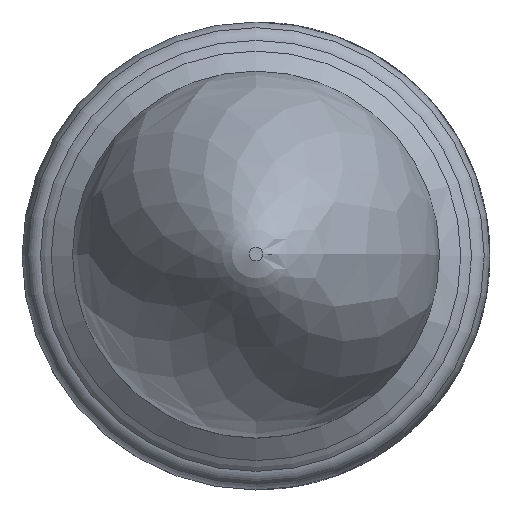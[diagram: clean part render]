
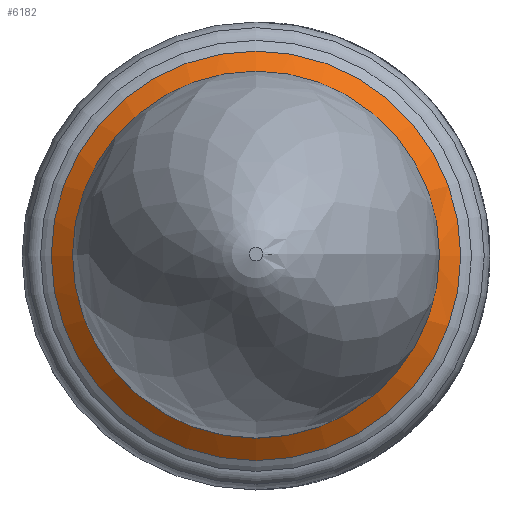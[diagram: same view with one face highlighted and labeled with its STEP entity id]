
A CAD part, top view. The second image highlights one B-rep face of the part: STEP entity #6182.
In plain terms, the highlighted free-form (B-spline) face has degree [3, 3] with [4, 19] control points.
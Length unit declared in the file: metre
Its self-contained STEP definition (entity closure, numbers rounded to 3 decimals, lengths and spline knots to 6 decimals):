
#1261=B_SPLINE_SURFACE_WITH_KNOTS('',3,3,((#8254,#8255,#8256,#8257,#8258,
#8259,#8260,#8261,#8262,#8263,#8264,#8265,#8266,#8267,#8268,#8269,#8270,
#8271,#8272),(#8273,#8274,#8275,#8276,#8277,#8278,#8279,#8280,#8281,#8282,
#8283,#8284,#8285,#8286,#8287,#8288,#8289,#8290,#8291),(#8292,#8293,#8294,
#8295,#8296,#8297,#8298,#8299,#8300,#8301,#8302,#8303,#8304,#8305,#8306,
#8307,#8308,#8309,#8310),(#8311,#8312,#8313,#8314,#8315,#8316,#8317,#8318,
#8319,#8320,#8321,#8322,#8323,#8324,#8325,#8326,#8327,#8328,#8329)),
 .UNSPECIFIED.,.F.,.T.,.F.,(4,4),(1,1,1,1,1,1,1,1,1,1,1,1,1,1,1,1,1,1,1,
1,1,1,1),(0.093189,1.),(-1.178097,-0.785398,
-0.392699,0.,0.392699,0.785398,1.178097,
1.570796,1.963495,2.356194,2.748894,3.141593,
3.534292,3.926991,4.31969,4.712389,5.105088,
5.497787,5.890486,6.283185,6.675884,7.068583,
7.461283),.UNSPECIFIED.);
#1561=ORIENTED_EDGE('',*,*,#3495,.T.);
#1562=ORIENTED_EDGE('',*,*,#3491,.F.);
#3491=EDGE_CURVE('',#4459,#4459,#5114,.T.);
#3495=EDGE_CURVE('',#4463,#4463,#5118,.T.);
#4459=VERTEX_POINT('',#8245);
#4463=VERTEX_POINT('',#8331);
#5114=CIRCLE('',#6588,0.008);
#5118=CIRCLE('',#6594,0.022317);
#5255=EDGE_LOOP('',(#1561));
#5256=EDGE_LOOP('',(#1562));
#5684=FACE_BOUND('',#5255,.T.);
#5685=FACE_BOUND('',#5256,.T.);
#6182=ADVANCED_FACE('',(#5684,#5685),#1261,.F.);
#6588=AXIS2_PLACEMENT_3D('',#8244,#7007,#7008);
#6594=AXIS2_PLACEMENT_3D('',#8330,#7019,#7020);
#7007=DIRECTION('',(0.,0.,1.));
#7008=DIRECTION('',(1.,0.,0.));
#7019=DIRECTION('',(0.,0.,1.));
#7020=DIRECTION('',(1.,0.,0.));
#8244=CARTESIAN_POINT('',(0.,0.,0.035));
#8245=CARTESIAN_POINT('',(0.008,0.,0.035));
#8254=CARTESIAN_POINT('',(-0.021155,0.008763,0.011231));
#8255=CARTESIAN_POINT('',(-0.022898,0.,0.011231));
#8256=CARTESIAN_POINT('',(-0.021155,-0.008763,0.011231));
#8257=CARTESIAN_POINT('',(-0.016192,-0.016192,0.011231));
#8258=CARTESIAN_POINT('',(-0.008763,-0.021155,0.011231));
#8259=CARTESIAN_POINT('',(0.,-0.022898,0.011231));
#8260=CARTESIAN_POINT('',(0.008763,-0.021155,0.011231));
#8261=CARTESIAN_POINT('',(0.016192,-0.016192,0.011231));
#8262=CARTESIAN_POINT('',(0.021155,-0.008763,0.011231));
#8263=CARTESIAN_POINT('',(0.022898,0.,0.011231));
#8264=CARTESIAN_POINT('',(0.021155,0.008763,0.011231));
#8265=CARTESIAN_POINT('',(0.016192,0.016192,0.011231));
#8266=CARTESIAN_POINT('',(0.008763,0.021155,0.011231));
#8267=CARTESIAN_POINT('',(0.,0.022898,0.011231));
#8268=CARTESIAN_POINT('',(-0.008763,0.021155,0.011231));
#8269=CARTESIAN_POINT('',(-0.016192,0.016192,0.011231));
#8270=CARTESIAN_POINT('',(-0.021155,0.008763,0.011231));
#8271=CARTESIAN_POINT('',(-0.022898,0.,0.011231));
#8272=CARTESIAN_POINT('',(-0.021155,-0.008763,0.011231));
#8273=CARTESIAN_POINT('',(-0.013254,0.00549,0.015591));
#8274=CARTESIAN_POINT('',(-0.014345,0.,0.015591));
#8275=CARTESIAN_POINT('',(-0.013254,-0.00549,0.015591));
#8276=CARTESIAN_POINT('',(-0.010144,-0.010144,0.015591));
#8277=CARTESIAN_POINT('',(-0.00549,-0.013254,0.015591));
#8278=CARTESIAN_POINT('',(0.,-0.014345,0.015591));
#8279=CARTESIAN_POINT('',(0.00549,-0.013254,0.015591));
#8280=CARTESIAN_POINT('',(0.010144,-0.010144,0.015591));
#8281=CARTESIAN_POINT('',(0.013254,-0.00549,0.015591));
#8282=CARTESIAN_POINT('',(0.014345,0.,0.015591));
#8283=CARTESIAN_POINT('',(0.013254,0.00549,0.015591));
#8284=CARTESIAN_POINT('',(0.010144,0.010144,0.015591));
#8285=CARTESIAN_POINT('',(0.00549,0.013254,0.015591));
#8286=CARTESIAN_POINT('',(0.,0.014345,0.015591));
#8287=CARTESIAN_POINT('',(-0.00549,0.013254,0.015591));
#8288=CARTESIAN_POINT('',(-0.010144,0.010144,0.015591));
#8289=CARTESIAN_POINT('',(-0.013254,0.00549,0.015591));
#8290=CARTESIAN_POINT('',(-0.014345,0.,0.015591));
#8291=CARTESIAN_POINT('',(-0.013254,-0.00549,0.015591));
#8292=CARTESIAN_POINT('',(-0.00873,0.003616,0.023514));
#8293=CARTESIAN_POINT('',(-0.009449,0.,0.023514));
#8294=CARTESIAN_POINT('',(-0.00873,-0.003616,0.023514));
#8295=CARTESIAN_POINT('',(-0.006681,-0.006681,0.023514));
#8296=CARTESIAN_POINT('',(-0.003616,-0.00873,0.023514));
#8297=CARTESIAN_POINT('',(0.,-0.009449,0.023514));
#8298=CARTESIAN_POINT('',(0.003616,-0.00873,0.023514));
#8299=CARTESIAN_POINT('',(0.006681,-0.006681,0.023514));
#8300=CARTESIAN_POINT('',(0.00873,-0.003616,0.023514));
#8301=CARTESIAN_POINT('',(0.009449,0.,0.023514));
#8302=CARTESIAN_POINT('',(0.00873,0.003616,0.023514));
#8303=CARTESIAN_POINT('',(0.006681,0.006681,0.023514));
#8304=CARTESIAN_POINT('',(0.003616,0.00873,0.023514));
#8305=CARTESIAN_POINT('',(0.,0.009449,0.023514));
#8306=CARTESIAN_POINT('',(-0.003616,0.00873,0.023514));
#8307=CARTESIAN_POINT('',(-0.006681,0.006681,0.023514));
#8308=CARTESIAN_POINT('',(-0.00873,0.003616,0.023514));
#8309=CARTESIAN_POINT('',(-0.009449,0.,0.023514));
#8310=CARTESIAN_POINT('',(-0.00873,-0.003616,0.023514));
#8311=CARTESIAN_POINT('',(-0.007583,0.003141,0.035));
#8312=CARTESIAN_POINT('',(-0.008208,0.,0.035));
#8313=CARTESIAN_POINT('',(-0.007583,-0.003141,0.035));
#8314=CARTESIAN_POINT('',(-0.005804,-0.005804,0.035));
#8315=CARTESIAN_POINT('',(-0.003141,-0.007583,0.035));
#8316=CARTESIAN_POINT('',(0.,-0.008208,0.035));
#8317=CARTESIAN_POINT('',(0.003141,-0.007583,0.035));
#8318=CARTESIAN_POINT('',(0.005804,-0.005804,0.035));
#8319=CARTESIAN_POINT('',(0.007583,-0.003141,0.035));
#8320=CARTESIAN_POINT('',(0.008208,0.,0.035));
#8321=CARTESIAN_POINT('',(0.007583,0.003141,0.035));
#8322=CARTESIAN_POINT('',(0.005804,0.005804,0.035));
#8323=CARTESIAN_POINT('',(0.003141,0.007583,0.035));
#8324=CARTESIAN_POINT('',(0.,0.008208,0.035));
#8325=CARTESIAN_POINT('',(-0.003141,0.007583,0.035));
#8326=CARTESIAN_POINT('',(-0.005804,0.005804,0.035));
#8327=CARTESIAN_POINT('',(-0.007583,0.003141,0.035));
#8328=CARTESIAN_POINT('',(-0.008208,0.,0.035));
#8329=CARTESIAN_POINT('',(-0.007583,-0.003141,0.035));
#8330=CARTESIAN_POINT('',(0.,0.,0.011231));
#8331=CARTESIAN_POINT('',(0.022317,0.,0.011231));
